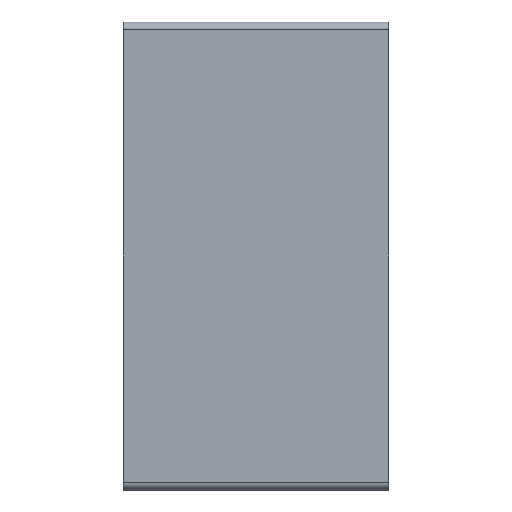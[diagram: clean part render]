
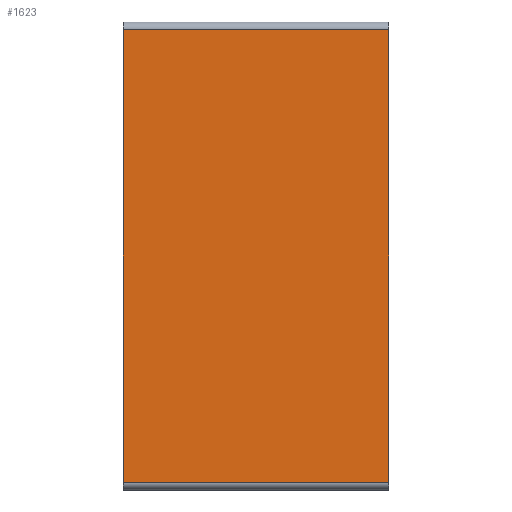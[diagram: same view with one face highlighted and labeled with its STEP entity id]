
A CAD part, left-side view. The second image highlights one B-rep face of the part: STEP entity #1623.
In plain terms, the highlighted planar face has unit normal (-1, 0, 0).
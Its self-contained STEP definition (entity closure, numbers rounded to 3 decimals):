
#240 = VERTEX_POINT('',#241);
#241 = CARTESIAN_POINT('',(204.2,0.,32.7));
#248 = EDGE_CURVE('',#249,#240,#251,.T.);
#249 = VERTEX_POINT('',#250);
#250 = CARTESIAN_POINT('',(204.2,0.,3.7));
#251 = LINE('',#252,#253);
#252 = CARTESIAN_POINT('',(204.2,0.,3.7));
#253 = VECTOR('',#254,1.);
#254 = DIRECTION('',(0.,0.,1.));
#676 = VERTEX_POINT('',#677);
#677 = CARTESIAN_POINT('',(204.2,-17.,32.7));
#684 = EDGE_CURVE('',#685,#676,#687,.T.);
#685 = VERTEX_POINT('',#686);
#686 = CARTESIAN_POINT('',(204.2,-17.,3.7));
#687 = LINE('',#688,#689);
#688 = CARTESIAN_POINT('',(204.2,-17.,3.7));
#689 = VECTOR('',#690,1.);
#690 = DIRECTION('',(0.,0.,1.));
#1612 = EDGE_CURVE('',#249,#685,#1613,.T.);
#1613 = LINE('',#1614,#1615);
#1614 = CARTESIAN_POINT('',(204.2,0.,3.7));
#1615 = VECTOR('',#1616,1.);
#1616 = DIRECTION('',(-0.,-1.,0.));
#1623 = ADVANCED_FACE('',(#1624),#1635,.F.);
#1624 = FACE_BOUND('',#1625,.T.);
#1625 = EDGE_LOOP('',(#1626,#1627,#1628,#1634));
#1626 = ORIENTED_EDGE('',*,*,#1612,.T.);
#1627 = ORIENTED_EDGE('',*,*,#684,.T.);
#1628 = ORIENTED_EDGE('',*,*,#1629,.F.);
#1629 = EDGE_CURVE('',#240,#676,#1630,.T.);
#1630 = LINE('',#1631,#1632);
#1631 = CARTESIAN_POINT('',(204.2,0.,32.7));
#1632 = VECTOR('',#1633,1.);
#1633 = DIRECTION('',(-0.,-1.,0.));
#1634 = ORIENTED_EDGE('',*,*,#248,.F.);
#1635 = PLANE('',#1636);
#1636 = AXIS2_PLACEMENT_3D('',#1637,#1638,#1639);
#1637 = CARTESIAN_POINT('',(204.2,0.,3.7));
#1638 = DIRECTION('',(1.,0.,0.));
#1639 = DIRECTION('',(0.,0.,-1.));
